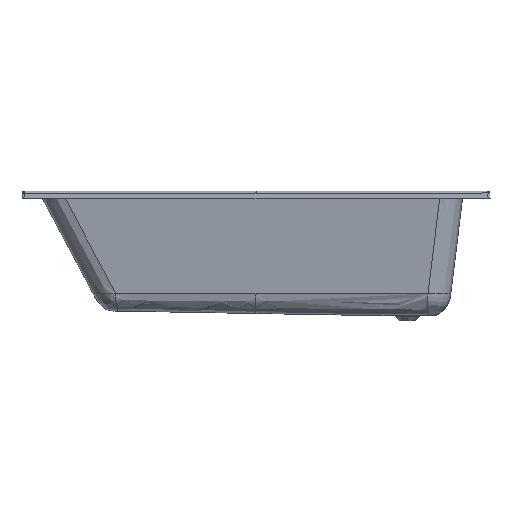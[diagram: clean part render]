
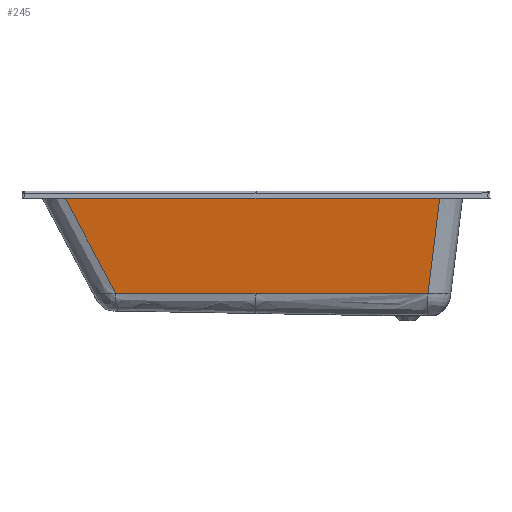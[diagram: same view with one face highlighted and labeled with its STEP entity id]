
A CAD part, front view. The second image highlights one B-rep face of the part: STEP entity #245.
In plain terms, the highlighted planar face has unit normal (0, -0.993, -0.122).
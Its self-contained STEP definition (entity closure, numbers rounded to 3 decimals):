
#245=ADVANCED_FACE('',(#729),#7431,.T.);
#729=FACE_OUTER_BOUND('',#1199,.T.);
#1199=EDGE_LOOP('',(#2624,#2625,#2626,#2627,#2628,#2629,#2630));
#2624=ORIENTED_EDGE('',*,*,#4458,.F.);
#2625=ORIENTED_EDGE('',*,*,#4459,.T.);
#2626=ORIENTED_EDGE('',*,*,#4418,.T.);
#2627=ORIENTED_EDGE('',*,*,#4460,.F.);
#2628=ORIENTED_EDGE('',*,*,#4461,.F.);
#2629=ORIENTED_EDGE('',*,*,#4462,.F.);
#2630=ORIENTED_EDGE('',*,*,#4457,.F.);
#4418=EDGE_CURVE('',#6602,#6634,#5853,.T.);
#4457=EDGE_CURVE('',#6662,#6663,#5890,.T.);
#4458=EDGE_CURVE('',#6636,#6662,#5891,.T.);
#4459=EDGE_CURVE('',#6636,#6602,#5892,.T.);
#4460=EDGE_CURVE('',#6664,#6634,#5893,.T.);
#4461=EDGE_CURVE('',#6665,#6664,#5894,.T.);
#4462=EDGE_CURVE('',#6663,#6665,#5895,.T.);
#5853=B_SPLINE_CURVE_WITH_KNOTS('',4,(#53629,#53630,#53631,#53632,#53633),
 .UNSPECIFIED.,.F.,.F.,(5,5),(-85.483,-45.319),
 .UNSPECIFIED.);
#5890=B_SPLINE_CURVE_WITH_KNOTS('',1,(#53975,#53976),.UNSPECIFIED.,.F.,
 .F.,(2,2),(0.,509.225),.UNSPECIFIED.);
#5891=B_SPLINE_CURVE_WITH_KNOTS('',1,(#53977,#53978),.UNSPECIFIED.,.F.,
 .F.,(2,2),(0.,624.791),.UNSPECIFIED.);
#5892=B_SPLINE_CURVE_WITH_KNOTS('',3,(#53979,#53980,#53981,#53982),
 .UNSPECIFIED.,.F.,.F.,(4,4),(-373.289,-15.626),
 .UNSPECIFIED.);
#5893=B_SPLINE_CURVE_WITH_KNOTS('',5,(#53983,#53984,#53985,#53986,#53987,
#53988,#53989,#53990,#53991,#53992,#53993,#53994,#53995,#53996,#53997,#53998,
#53999,#54000,#54001,#54002,#54003,#54004,#54005,#54006,#54007,#54008,#54009),
 .UNSPECIFIED.,.F.,.F.,(6,3,3,3,3,3,3,3,6),(271.222,382.766,
692.198,1033.614,1089.601,1148.64,1185.964,1198.548,
1216.044),.UNSPECIFIED.);
#5894=B_SPLINE_CURVE_WITH_KNOTS('',5,(#54010,#54011,#54012,#54013,#54014,
#54015,#54016,#54017,#54018,#54019,#54020,#54021,#54022,#54023,#54024,#54025,
#54026,#54027,#54028,#54029,#54030,#54031,#54032,#54033,#54034,#54035,#54036),
 .UNSPECIFIED.,.F.,.F.,(6,3,3,3,3,3,3,3,6),(612.756,620.518,
641.581,658.931,701.057,814.934,921.564,1134.823,
1608.734),.UNSPECIFIED.);
#5895=B_SPLINE_CURVE_WITH_KNOTS('',1,(#54037,#54038),.UNSPECIFIED.,.F.,
 .F.,(2,2),(-209.728,202.969),.UNSPECIFIED.);
#6602=VERTEX_POINT('',#52353);
#6634=VERTEX_POINT('',#52385);
#6636=VERTEX_POINT('',#52387);
#6662=VERTEX_POINT('',#52413);
#6663=VERTEX_POINT('',#52414);
#6664=VERTEX_POINT('',#52415);
#6665=VERTEX_POINT('',#52416);
#7431=PLANE('',#7559);
#7559=AXIS2_PLACEMENT_3D('',#23163,#7671,$);
#7671=DIRECTION('',(0.,-0.993,-0.122));
#23163=CARTESIAN_POINT('',(828.366,-316.02,262.764));
#52353=CARTESIAN_POINT('',(668.549,-310.394,216.939));
#52385=CARTESIAN_POINT('',(689.241,-311.562,226.458));
#52387=CARTESIAN_POINT('',(625.232,-267.077,-135.849));
#52413=CARTESIAN_POINT('',(0.441,-267.077,-135.849));
#52414=CARTESIAN_POINT('',(-508.783,-267.077,-135.849));
#52415=CARTESIAN_POINT('',(0.441,-311.563,226.466));
#52416=CARTESIAN_POINT('',(-701.404,-311.558,226.418));
#53629=CARTESIAN_POINT('',(668.549,-310.394,216.939));
#53630=CARTESIAN_POINT('',(673.554,-310.706,219.482));
#53631=CARTESIAN_POINT('',(678.601,-311.012,221.976));
#53632=CARTESIAN_POINT('',(683.793,-311.304,224.352));
#53633=CARTESIAN_POINT('',(689.241,-311.562,226.458));
#53975=CARTESIAN_POINT('',(0.441,-267.077,-135.849));
#53976=CARTESIAN_POINT('',(-508.783,-267.077,-135.849));
#53977=CARTESIAN_POINT('',(625.232,-267.077,-135.849));
#53978=CARTESIAN_POINT('',(0.441,-267.077,-135.849));
#53979=CARTESIAN_POINT('',(625.232,-267.077,-135.849));
#53980=CARTESIAN_POINT('',(639.671,-281.516,-18.253));
#53981=CARTESIAN_POINT('',(654.11,-295.955,99.343));
#53982=CARTESIAN_POINT('',(668.549,-310.394,216.939));
#53983=CARTESIAN_POINT('',(0.441,-311.563,226.466));
#53984=CARTESIAN_POINT('',(16.217,-311.563,226.465));
#53985=CARTESIAN_POINT('',(31.992,-311.563,226.464));
#53986=CARTESIAN_POINT('',(47.767,-311.563,226.463));
#53987=CARTESIAN_POINT('',(107.304,-311.563,226.46));
#53988=CARTESIAN_POINT('',(166.84,-311.562,226.457));
#53989=CARTESIAN_POINT('',(234.72,-311.562,226.453));
#53990=CARTESIAN_POINT('',(326.766,-311.561,226.449));
#53991=CARTESIAN_POINT('',(418.813,-311.56,226.442));
#53992=CARTESIAN_POINT('',(465.907,-311.56,226.438));
#53993=CARTESIAN_POINT('',(522.11,-311.559,226.432));
#53994=CARTESIAN_POINT('',(578.313,-311.558,226.423));
#53995=CARTESIAN_POINT('',(586.231,-311.558,226.422));
#53996=CARTESIAN_POINT('',(602.499,-311.558,226.419));
#53997=CARTESIAN_POINT('',(618.766,-311.557,226.417));
#53998=CARTESIAN_POINT('',(624.958,-311.557,226.415));
#53999=CARTESIAN_POINT('',(638.586,-311.557,226.413));
#54000=CARTESIAN_POINT('',(652.214,-311.556,226.409));
#54001=CARTESIAN_POINT('',(657.492,-311.556,226.408));
#54002=CARTESIAN_POINT('',(664.549,-311.555,226.402));
#54003=CARTESIAN_POINT('',(671.612,-311.556,226.403));
#54004=CARTESIAN_POINT('',(673.292,-311.556,226.404));
#54005=CARTESIAN_POINT('',(677.551,-311.556,226.409));
#54006=CARTESIAN_POINT('',(681.81,-311.558,226.421));
#54007=CARTESIAN_POINT('',(684.287,-311.559,226.431));
#54008=CARTESIAN_POINT('',(686.764,-311.561,226.443));
#54009=CARTESIAN_POINT('',(689.241,-311.562,226.458));
#54010=CARTESIAN_POINT('',(-701.404,-311.558,226.418));
#54011=CARTESIAN_POINT('',(-700.283,-311.558,226.418));
#54012=CARTESIAN_POINT('',(-699.165,-311.558,226.419));
#54013=CARTESIAN_POINT('',(-698.056,-311.558,226.419));
#54014=CARTESIAN_POINT('',(-693.979,-311.558,226.421));
#54015=CARTESIAN_POINT('',(-689.903,-311.558,226.423));
#54016=CARTESIAN_POINT('',(-686.924,-311.558,226.424));
#54017=CARTESIAN_POINT('',(-681.491,-311.558,226.425));
#54018=CARTESIAN_POINT('',(-676.059,-311.558,226.426));
#54019=CARTESIAN_POINT('',(-670.98,-311.559,226.427));
#54020=CARTESIAN_POINT('',(-662.568,-311.559,226.429));
#54021=CARTESIAN_POINT('',(-654.157,-311.559,226.43));
#54022=CARTESIAN_POINT('',(-648.199,-311.559,226.431));
#54023=CARTESIAN_POINT('',(-626.136,-311.559,226.434));
#54024=CARTESIAN_POINT('',(-604.073,-311.56,226.436));
#54025=CARTESIAN_POINT('',(-593.092,-311.56,226.437));
#54026=CARTESIAN_POINT('',(-561.907,-311.56,226.44));
#54027=CARTESIAN_POINT('',(-530.721,-311.561,226.443));
#54028=CARTESIAN_POINT('',(-515.641,-311.561,226.444));
#54029=CARTESIAN_POINT('',(-470.4,-311.561,226.447));
#54030=CARTESIAN_POINT('',(-425.159,-311.561,226.45));
#54031=CARTESIAN_POINT('',(-394.998,-311.562,226.452));
#54032=CARTESIAN_POINT('',(-297.814,-311.562,226.456));
#54033=CARTESIAN_POINT('',(-200.63,-311.563,226.459));
#54034=CARTESIAN_POINT('',(-133.606,-311.563,226.462));
#54035=CARTESIAN_POINT('',(-66.582,-311.563,226.463));
#54036=CARTESIAN_POINT('',(0.441,-311.563,226.466));
#54037=CARTESIAN_POINT('',(-508.783,-267.077,-135.849));
#54038=CARTESIAN_POINT('',(-701.404,-311.558,226.418));
